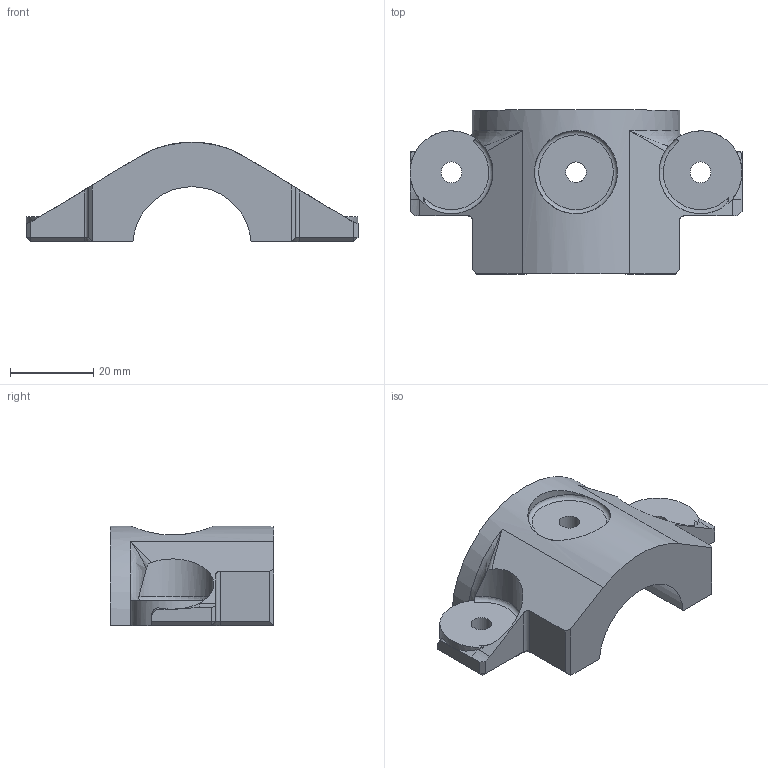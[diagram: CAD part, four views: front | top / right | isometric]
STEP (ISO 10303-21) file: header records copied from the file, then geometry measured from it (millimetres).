
FILE_DESCRIPTION(/* description */ (''),/* implementation_level */ '2;1');
FILE_NAME(/* name */ '6741eda1-5410-4b72-973d-b5a802b42ac5.stp',/* time_stamp */ '2019-04-16T02:14:58+00:00',/* author */ (''),/* organization */ (''),/* preprocessor_version */ 'ST-DEVELOPER v18',/* originating_system */ 'Autodesk Translation Framework v8.2.0.1029',/* authorisation */ '');
FILE_SCHEMA (('AUTOMOTIVE_DESIGN { 1 0 10303 214 3 1 1 }'));
Length unit declared in the file: millimetre
Products named in the file (1): Fork Crown 2
Bounding box: 80 x 39.5 x 24 mm (x, y, z)
Volume: 28540.4 mm3; surface area: 8956.4 mm2
Topology: 1 solids, 1 shells, 61 faces, 158 edges, 96 vertices
Faces by surface type: plane 31, cylinder 19, torus 5, bspline 4, cone 2
Full cylindrical faces by diameter (mm): 5 x3
Entity records: 2158 total; most frequent: CARTESIAN_POINT 689, ORIENTED_EDGE 308, DIRECTION 289, EDGE_CURVE 154, AXIS2_PLACEMENT_3D 105, VERTEX_POINT 96, LINE 79, VECTOR 79
